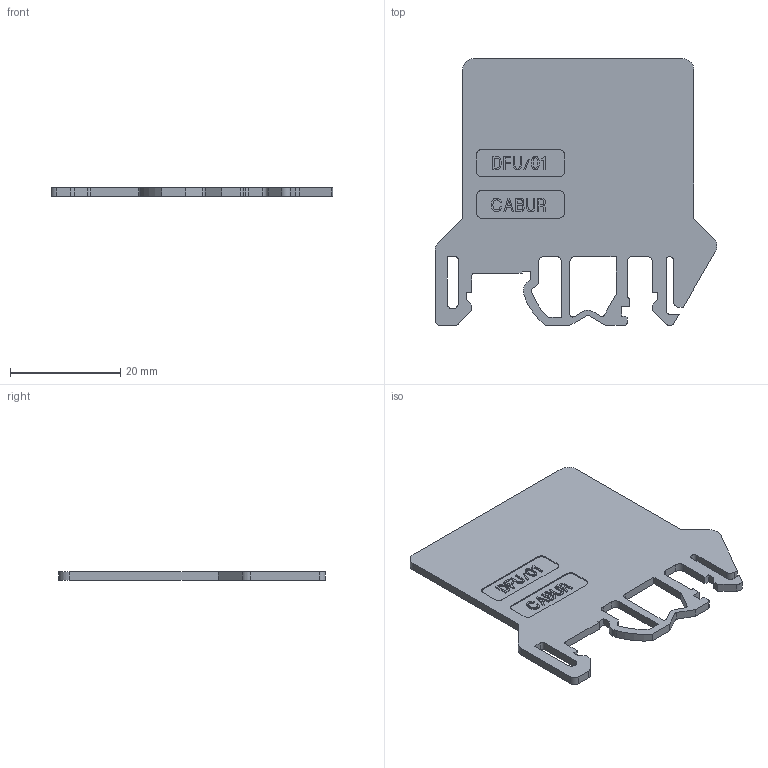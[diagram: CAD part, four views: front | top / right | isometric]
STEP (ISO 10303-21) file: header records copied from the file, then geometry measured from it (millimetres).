
FILE_DESCRIPTION(('OneSpaceDesigner STEP Export'),'2;1');
FILE_NAME('DFU-01.stp','2008-07-03T12:24:43',(''),(''),'OneSpace Designer STEP processor for AP214 (Solid Model)','OneSpace Modeling 15.50 10-Aug-2007 (C) CoCreate Software GmbH','');
FILE_SCHEMA(('AUTOMOTIVE_DESIGN { 1 0 10303 214 1 1 1 1 }'));
Length unit declared in the file: millimetre
Products named in the file (2): DFU-01
Assembly tree (1 placements, depth 2):
  DFU-01
    DFU-01
Bounding box: 51.22 x 48.5 x 1.5 mm (x, y, z)
Volume: 2667.5 mm3; surface area: 4146.4 mm2
Topology: 1 solids, 1 shells, 471 faces, 1350 edges, 900 vertices
Faces by surface type: plane 432, cylinder 39
Entity records: 15124 total; most frequent: CARTESIAN_POINT 2708, ORIENTED_EDGE 2700, DIRECTION 2344, EDGE_CURVE 1350, VECTOR 1272, LINE 1272, VERTEX_POINT 900, AXIS2_PLACEMENT_3D 536
